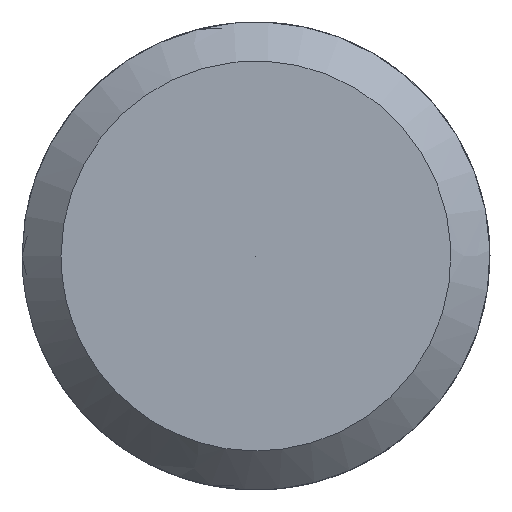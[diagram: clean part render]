
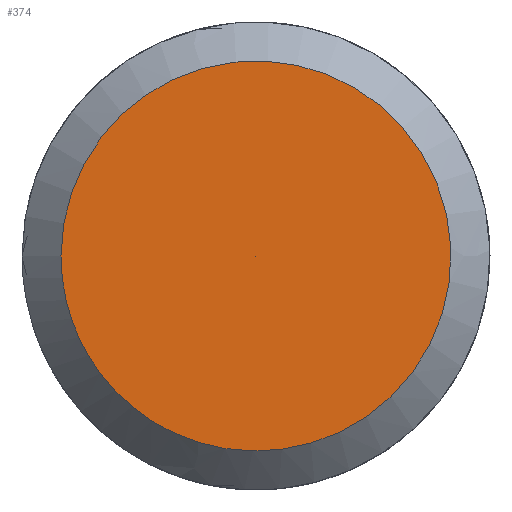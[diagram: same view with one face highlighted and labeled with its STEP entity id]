
A CAD part, left-side view. The second image highlights one B-rep face of the part: STEP entity #374.
In plain terms, the highlighted free-form (B-spline) face has degree [5, 1] with [6, 2] control points.
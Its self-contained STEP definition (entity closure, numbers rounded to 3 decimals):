
#302 = CARTESIAN_POINT ('', (-38., 1.25, 0.));
#303 = VERTEX_POINT ('', #302);
#311 = CARTESIAN_POINT ('', (-38., 1.25, 0.));
#312 = CARTESIAN_POINT ('', (-38., 1.25, 5.));
#313 = CARTESIAN_POINT ('', (-38., -3.75, 2.5));
#314 = CARTESIAN_POINT ('', (-38., -3.75, -2.5));
#315 = CARTESIAN_POINT ('', (-38., 1.25, -5.));
#316 = CARTESIAN_POINT ('', (-38., 1.25, 0.));
#317 = (
   BOUNDED_CURVE ()
   B_SPLINE_CURVE (5, (#311, #312, #313, #314, #315, #316), .UNSPECIFIED., .T., .U.)
   B_SPLINE_CURVE_WITH_KNOTS ((6, 6), (0., 1.), .UNSPECIFIED.)
   CURVE ()
   GEOMETRIC_REPRESENTATION_ITEM ()
   RATIONAL_B_SPLINE_CURVE ((5., 1., 1., 1., 1., 5.))
   REPRESENTATION_ITEM ('')
);
#318 = EDGE_CURVE ('', #303, #303, #317, .T.);
#350 = CARTESIAN_POINT ('', (-38., 0., 0.));
#351 = VERTEX_POINT ('', #350);
#352 = CARTESIAN_POINT ('', (-38., 0., 0.));
#353 = CARTESIAN_POINT ('', (-38., 1.25, 0.));
#354 = B_SPLINE_CURVE_WITH_KNOTS ('', 1, (#352, #353), .UNSPECIFIED., .F., .U., (2, 2), (0., 1.), .UNSPECIFIED.);
#355 = EDGE_CURVE ('', #351, #303, #354, .T.);
#356 = ORIENTED_EDGE ('', *, *, #355, .F.);
#357 = ORIENTED_EDGE ('', *, *, #355, .T.);
#358 = ORIENTED_EDGE ('', *, *, #318, .F.);
#359 = EDGE_LOOP ('', (#356, #357, #358));
#360 = FACE_OUTER_BOUND ('', #359, .T.);
#361 = CARTESIAN_POINT ('', (-38., 0., 0.));
#362 = CARTESIAN_POINT ('', (-38., 1.25, 0.));
#363 = CARTESIAN_POINT ('', (-38., 0., 0.));
#364 = CARTESIAN_POINT ('', (-38., 1.25, 5.));
#365 = CARTESIAN_POINT ('', (-38., 0., 0.));
#366 = CARTESIAN_POINT ('', (-38., -3.75, 2.5));
#367 = CARTESIAN_POINT ('', (-38., 0., 0.));
#368 = CARTESIAN_POINT ('', (-38., -3.75, -2.5));
#369 = CARTESIAN_POINT ('', (-38., 0., 0.));
#370 = CARTESIAN_POINT ('', (-38., 1.25, -5.));
#371 = CARTESIAN_POINT ('', (-38., 0., 0.));
#372 = CARTESIAN_POINT ('', (-38., 1.25, 0.));
#373 = (
   BOUNDED_SURFACE ()
   B_SPLINE_SURFACE (5, 1, ((#361, #362), (#363, #364), (#365, #366), (#367, #368), (#369, #370), (#371, #372)), .UNSPECIFIED., .T., .F., .U.)
   B_SPLINE_SURFACE_WITH_KNOTS ((6, 6), (2, 2), (0., 1.), (0., 1.), .UNSPECIFIED.)
   SURFACE ()
   GEOMETRIC_REPRESENTATION_ITEM ()
   RATIONAL_B_SPLINE_SURFACE (((5., 5.), (1., 1.), (1., 1.), (1., 1.), (1., 1.), (5., 5.)))
   REPRESENTATION_ITEM ('')
);
#374 = ADVANCED_FACE ('', (#360), #373, .T.);
